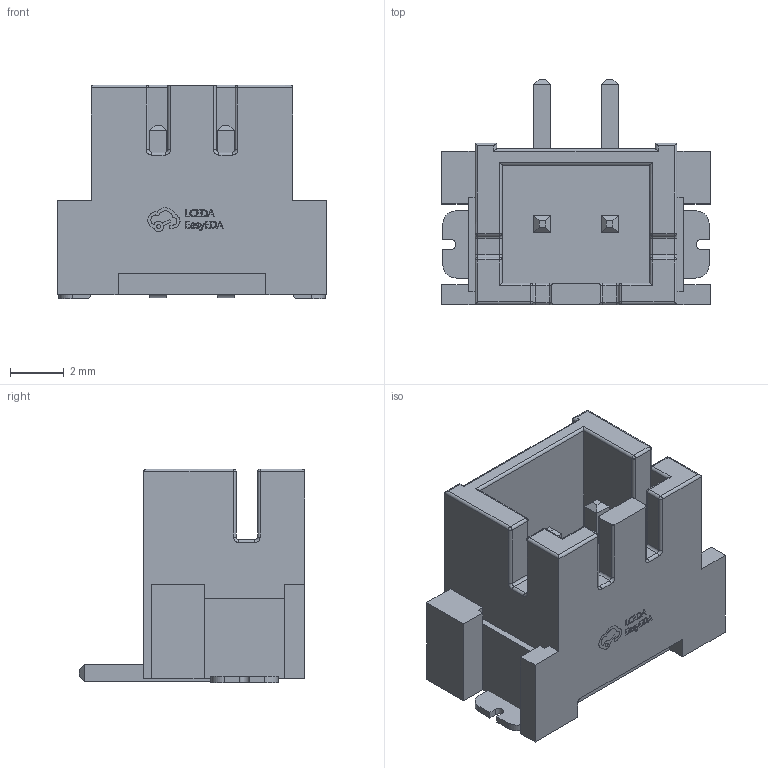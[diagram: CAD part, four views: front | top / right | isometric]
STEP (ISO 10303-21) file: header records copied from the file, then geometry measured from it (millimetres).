
FILE_DESCRIPTION (( 'STEP AP214' ), '1' );
FILE_NAME ('CONN-SMD_2P-P2.50_HCTL_HC-XH-2ALT.step', '2022-07-29T12:41:43', ( '' ), ( '' ), 'SwSTEP 2.0', 'SolidWorks 2020', '' );
FILE_SCHEMA (( 'AUTOMOTIVE_DESIGN' ));
Length unit declared in the file: millimetre
Products named in the file (1): CONN-SMD_2P-P2.50_HCTL_HC-XH-2ALT
Bounding box: 10 x 8.4 x 7.95 mm (x, y, z)
Volume: 228 mm3; surface area: 586.8 mm2
Topology: 18 solids, 18 shells, 546 faces, 1423 edges, 902 vertices
Faces by surface type: plane 336, bspline 112, cylinder 70, torus 16, sphere 12
Entity records: 23808 total; most frequent: CARTESIAN_POINT 5000, ORIENTED_EDGE 2822, DIRECTION 2177, EDGE_CURVE 1411, VECTOR 1035, LINE 1035, VERTEX_POINT 902, AXIS2_PLACEMENT_3D 571
